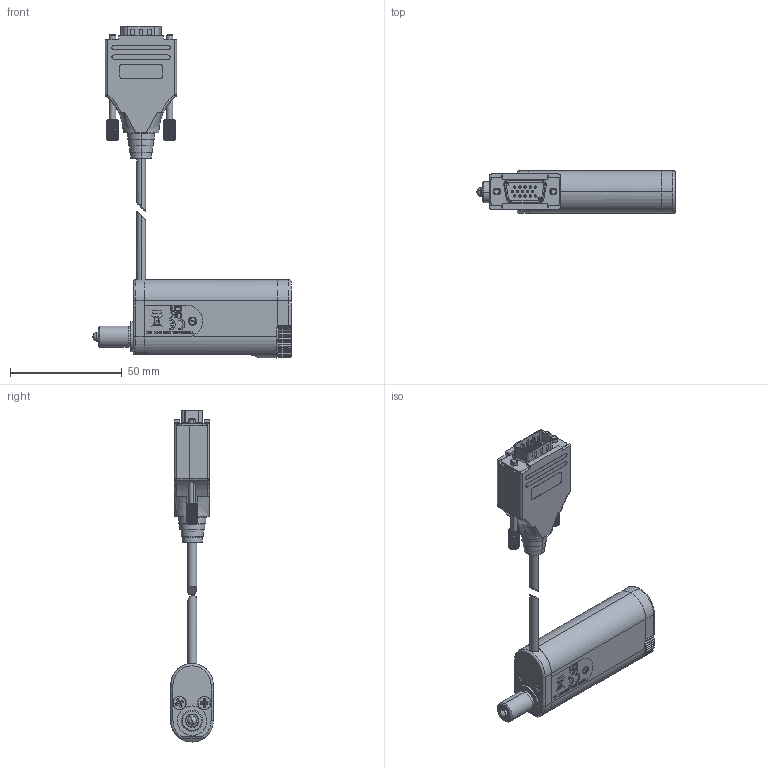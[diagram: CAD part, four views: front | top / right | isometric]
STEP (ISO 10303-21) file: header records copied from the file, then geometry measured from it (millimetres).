
FILE_DESCRIPTION (( 'STEP AP203' ), '1' );
FILE_NAME ('ETN013375-E0W.STEP', '2022-09-21T11:07:09', ( '' ), ( '' ), 'SwSTEP 2.0', 'SolidWorks 2022', '' );
FILE_SCHEMA (( 'CONFIG_CONTROL_DESIGN' ));
Length unit declared in the file: millimetre
Products named in the file (58): 169523 - PCB, POP; DF0138 - M3 TypeA SS Spring Washer; 136780 - ZFS Limit Switch Bracket; DB0454 - M2x2 Skt Set Cup A2 SS Self Finish; 169562 - Motor Cable_dwg; Copy of Screwlock^BB0692 - 9 Way D Type Shell; 136950 - ZST2 - Anti-rotation pin; Copy of Flat Strain Relief Clamp^BB0692 - 9 Way D Type Shell; 136963 - ZFS Thumbwheel End-cap; ETN013375-E0W; 136772 - ZFS25 Drive Nut; DA0231 - M3 x10 Pozi Csk 4.8 Steel Black NP; 169520 - PCB, POP; Copy of Curved Strain Relief Clamp^BB0692 - 9 Way D Type Shell; AG0072^169562 - Motor Cable; CF0171 - IGUS Bush 0405-04; 136060 - Ball End insert; DA0126 - M1.6x4 Slot Csk Blk; DA0220 M1.6x3 Pan Head;  M3 x 8 Pozi Csk^BB0692 - 9 Way D Type Shell; Copy of Clamp Part A - 10 dia^BB0692 - 9 Way D Type Shell; 137111 - M3 Modified Solder Tag; DA0032 - M2 x 6 Long Pozi Csk; DA0227 - M1.6 x 5 Cheese Head Blk; BC0071 - Stepper Motor; DA0237 - M1.6x8 Csk Slotted Black Screw DIN963; Copy of Backshell - Rear^BB0692 - 9 Way D Type Shell; CF0170 - IGUS Bush 0103-02; 136778 - ZFS Rear; DF0136 - Nylon Washer M4x13x0.8; CF0167 - Ball Bearing 8x14x3.5; 138532 - ZFS Access Plate; DA0233 - M2x4 Ph Small Pan 4.8 Steel Black Zinc; Copy of Clamp Part B - 10 dia^BB0692 - 9 Way D Type Shell; 136814 - ZFS25B Casing LE; Copy of Clamp Part B - 8 dia^BB0692 - 9 Way D Type Shell; 136777 - ZFS Thumbwheel; Copy of Large Stepped Sleeve^BB0692 - 9 Way D Type Shell;  M3 x 5 Pozi Pan^BB0692 - 9 Way D Type Shell; Copy of Clamp Part A - 8 dia^BB0692 - 9 Way D Type Shell ...
Assembly tree (76 placements, depth 4):
  ETN013375-E0W
    136060 - Ball End insert
    136772 - ZFS25 Drive Nut
    136775 - ZF - Gear
    136776 - ZF - Pinion
    136777 - ZFS Thumbwheel
    136778 - ZFS Rear
    136779 - ZFS Front
    136780 - ZFS Limit Switch Bracket  x2
    138532 - ZFS Access Plate
    136814 - ZFS25B Casing LE
      136804 - ZFS Long Casing
    136950 - ZST2 - Anti-rotation pin
    136959 - ZF25 Barrel Mount
    136962 - ZFS25 Lead Screw
    136963 - ZFS Thumbwheel End-cap
    137111 - M3 Modified Solder Tag
    136781 - ZFS Access Plate Laser Etched
    169520 - PCB, POP
    169523 - PCB, POP  x2
    169562 - Motor Cable_dwg
      BB0731 - 15-way Hi D type plug
      BB0692 - 9 Way D Type Shell
        Copy of Backshell - Rear^BB0692 - 9 Way D Type Shell
        Copy of Backshell - Front^BB0692 - 9 Way D Type Shell
        Copy of Blanking Plate^BB0692 - 9 Way D Type Shell
        Copy of Clamp Part A - 6 dia^BB0692 - 9 Way D Type Shell
        Copy of Clamp Part A - 8 dia^BB0692 - 9 Way D Type Shell
        Copy of Clamp Part A - 10 dia^BB0692 - 9 Way D Type Shell
        Copy of Clamp Part B - 6 dia^BB0692 - 9 Way D Type Shell
        Copy of Clamp Part B - 8 dia^BB0692 - 9 Way D Type Shell
        Copy of Clamp Part B - 10 dia^BB0692 - 9 Way D Type Shell
        Copy of Curved Strain Relief Clamp^BB0692 - 9 Way D Type Shell
         M3 x 5 Pozi Pan^BB0692 - 9 Way D Type Shell  x2
        Copy of Flat Strain Relief Clamp^BB0692 - 9 Way D Type Shell
        Copy of Large Stepped Sleeve^BB0692 - 9 Way D Type Shell
        Copy of Screwlock^BB0692 - 9 Way D Type Shell  x2
        Copy of Strain Relief Reducer^BB0692 - 9 Way D Type Shell
        Copy of Small Stepped Sleeve^BB0692 - 9 Way D Type Shell
         M3 x 8 Pozi Csk^BB0692 - 9 Way D Type Shell  x2
      BA0114 - 12 CORE CABLE_Short
      AG0072^169562 - Motor Cable
    BC0071 - Stepper Motor
    CF0167 - Ball Bearing 8x14x3.5  x2
    CF0170 - IGUS Bush 0103-02
    CF0171 - IGUS Bush 0405-04
    CG0183 - HONEYWELL MAGNET 103MG5  x2
    DA0032 - M2 x 6 Long Pozi Csk  x2
    DA0126 - M1.6x4 Slot Csk Blk  x4
    DA0220 M1.6x3 Pan Head  x2
    DA0227 - M1.6 x 5 Cheese Head Blk
    DA0231 - M3 x10 Pozi Csk 4.8 Steel Black NP  x2
    DA0233 - M2x4 Ph Small Pan 4.8 Steel Black Zinc  x4
    DA0237 - M1.6x8 Csk Slotted Black Screw DIN963  x2
    DB0454 - M2x2 Skt Set Cup A2 SS Self Finish
    DB0455 - M2x4 Set Screw  x2
    DF0136 - Nylon Washer M4x13x0.8  x2
    DF0138 - M3 TypeA SS Spring Washer
Bounding box: 88.5 x 19 x 148.22 mm (x, y, z)
Volume: 43962.4 mm3; surface area: 53325 mm2
Topology: 108 solids, 108 shells, 4566 faces, 11851 edges, 7563 vertices
Faces by surface type: plane 2223, cylinder 1319, cone 433, bspline 392, sphere 102, torus 97
Entity records: 145587 total; most frequent: CARTESIAN_POINT 49478, ORIENTED_EDGE 19100, DIRECTION 17767, EDGE_CURVE 9550, VERTEX_POINT 6195, AXIS2_PLACEMENT_3D 6086, VECTOR 5595, LINE 5595
